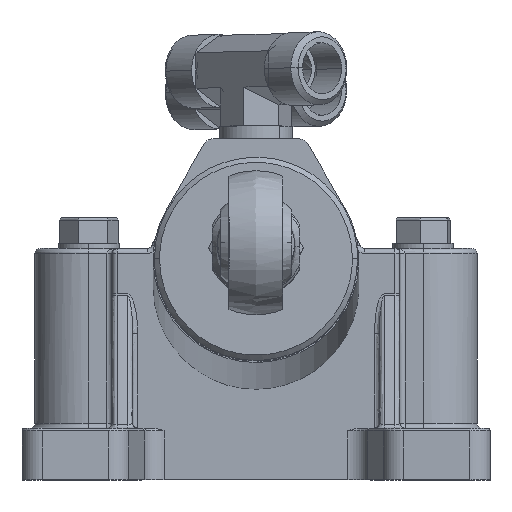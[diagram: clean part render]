
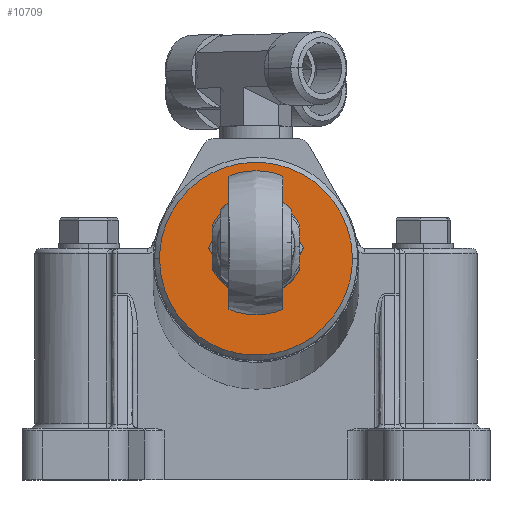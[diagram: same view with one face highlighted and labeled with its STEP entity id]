
A CAD part, top view. The second image highlights one B-rep face of the part: STEP entity #10709.
In plain terms, the highlighted free-form (B-spline) face has degree [1, 1] with [2, 2] control points.
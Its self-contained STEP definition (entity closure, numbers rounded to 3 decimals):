
#9552 = EDGE_CURVE('',#9553,#9555,#9557,.T.);
#9553 = VERTEX_POINT('',#9554);
#9554 = CARTESIAN_POINT('',(27.181,61.639,
    394.223));
#9555 = VERTEX_POINT('',#9556);
#9556 = CARTESIAN_POINT('',(-27.181,61.639,
    394.223));
#9557 = ( BOUNDED_CURVE() B_SPLINE_CURVE(2,(#9558,#9559,#9560,#9561,
#9562),.UNSPECIFIED.,.F.,.F.) B_SPLINE_CURVE_WITH_KNOTS((3,2,3),(0.,
1.571,3.142),.PIECEWISE_BEZIER_KNOTS.) CURVE() 
GEOMETRIC_REPRESENTATION_ITEM() RATIONAL_B_SPLINE_CURVE((1.,
0.707,1.,0.707,1.)) REPRESENTATION_ITEM('') );
#9558 = CARTESIAN_POINT('',(27.181,61.639,
    394.223));
#9559 = CARTESIAN_POINT('',(27.181,88.814,
    393.672));
#9560 = CARTESIAN_POINT('',(0.,88.814,
    393.672));
#9561 = CARTESIAN_POINT('',(-27.181,88.814,
    393.672));
#9562 = CARTESIAN_POINT('',(-27.181,61.639,
    394.223));
#9983 = VERTEX_POINT('',#9984);
#9984 = CARTESIAN_POINT('',(-10.148,61.639,
    394.223));
#10002 = VERTEX_POINT('',#10003);
#10003 = CARTESIAN_POINT('',(10.148,61.639,
    394.223));
#10008 = EDGE_CURVE('',#9983,#10002,#10009,.T.);
#10009 = ( BOUNDED_CURVE() B_SPLINE_CURVE(2,(#10010,#10011,#10012,#10013
,#10014),.UNSPECIFIED.,.F.,.F.) B_SPLINE_CURVE_WITH_KNOTS((3,2,3),(
    3.142,4.712,6.283),
.PIECEWISE_BEZIER_KNOTS.) CURVE() GEOMETRIC_REPRESENTATION_ITEM() 
RATIONAL_B_SPLINE_CURVE((1.,0.707,1.,0.707,1.)) 
REPRESENTATION_ITEM('') );
#10010 = CARTESIAN_POINT('',(-10.148,61.639,
    394.223));
#10011 = CARTESIAN_POINT('',(-10.148,51.493,
    394.429));
#10012 = CARTESIAN_POINT('',(0.,51.493,
    394.429));
#10013 = CARTESIAN_POINT('',(10.148,51.493,
    394.429));
#10014 = CARTESIAN_POINT('',(10.148,61.639,
    394.223));
#10709 = ADVANCED_FACE('',(#10710,#10721),#10732,.T.);
#10710 = FACE_BOUND('',#10711,.T.);
#10711 = EDGE_LOOP('',(#10712,#10720));
#10712 = ORIENTED_EDGE('',*,*,#10713,.T.);
#10713 = EDGE_CURVE('',#9555,#9553,#10714,.T.);
#10714 = ( BOUNDED_CURVE() B_SPLINE_CURVE(2,(#10715,#10716,#10717,#10718
,#10719),.UNSPECIFIED.,.F.,.F.) B_SPLINE_CURVE_WITH_KNOTS((3,2,3),(
    3.142,4.712,6.283),
.PIECEWISE_BEZIER_KNOTS.) CURVE() GEOMETRIC_REPRESENTATION_ITEM() 
RATIONAL_B_SPLINE_CURVE((1.,0.707,1.,0.707,1.)) 
REPRESENTATION_ITEM('') );
#10715 = CARTESIAN_POINT('',(-27.181,61.639,
    394.223));
#10716 = CARTESIAN_POINT('',(-27.181,34.463,
    394.775));
#10717 = CARTESIAN_POINT('',(0.,34.463,
    394.775));
#10718 = CARTESIAN_POINT('',(27.181,34.463,
    394.775));
#10719 = CARTESIAN_POINT('',(27.181,61.639,
    394.223));
#10720 = ORIENTED_EDGE('',*,*,#9552,.T.);
#10721 = FACE_BOUND('',#10722,.T.);
#10722 = EDGE_LOOP('',(#10723,#10724));
#10723 = ORIENTED_EDGE('',*,*,#10008,.F.);
#10724 = ORIENTED_EDGE('',*,*,#10725,.F.);
#10725 = EDGE_CURVE('',#10002,#9983,#10726,.T.);
#10726 = ( BOUNDED_CURVE() B_SPLINE_CURVE(2,(#10727,#10728,#10729,#10730
,#10731),.UNSPECIFIED.,.F.,.F.) B_SPLINE_CURVE_WITH_KNOTS((3,2,3),(0.,
1.571,3.142),.PIECEWISE_BEZIER_KNOTS.) CURVE() 
GEOMETRIC_REPRESENTATION_ITEM() RATIONAL_B_SPLINE_CURVE((1.,
0.707,1.,0.707,1.)) REPRESENTATION_ITEM('') );
#10727 = CARTESIAN_POINT('',(10.148,61.639,
    394.223));
#10728 = CARTESIAN_POINT('',(10.148,71.784,
    394.017));
#10729 = CARTESIAN_POINT('',(0.,71.784,
    394.017));
#10730 = CARTESIAN_POINT('',(-10.148,71.784,
    394.017));
#10731 = CARTESIAN_POINT('',(-10.148,61.639,
    394.223));
#10732 = B_SPLINE_SURFACE_WITH_KNOTS('',1,1,(
    (#10733,#10734)
    ,(#10735,#10736
    )),.UNSPECIFIED.,.F.,.F.,.F.,(2,2),(2,2),(-18.75,18.75),(-18.75,
    18.75),.PIECEWISE_BEZIER_KNOTS.);
#10733 = CARTESIAN_POINT('',(-27.181,34.463,
    394.775));
#10734 = CARTESIAN_POINT('',(-27.181,88.814,
    393.672));
#10735 = CARTESIAN_POINT('',(27.181,34.463,
    394.775));
#10736 = CARTESIAN_POINT('',(27.181,88.814,
    393.672));
